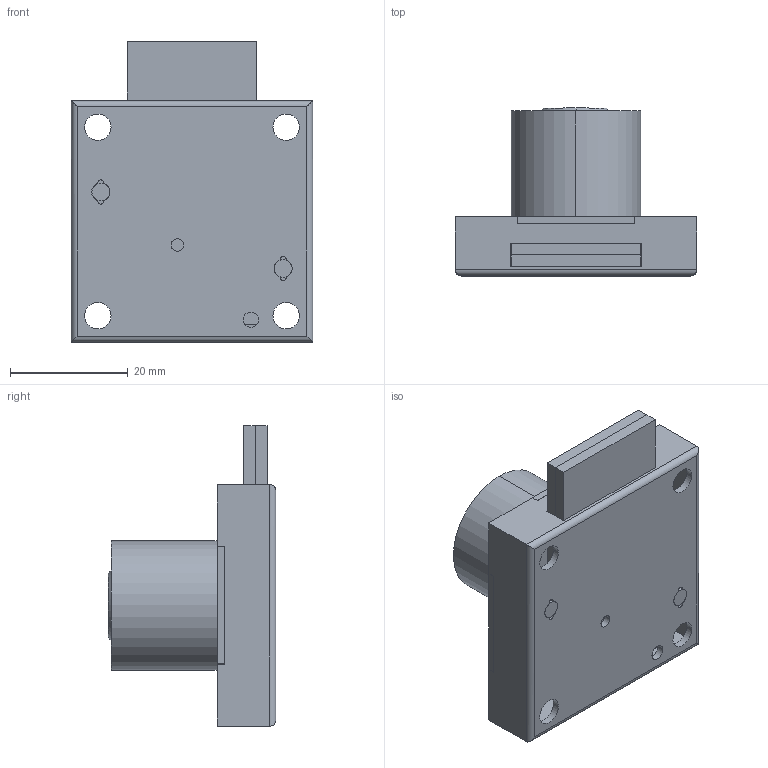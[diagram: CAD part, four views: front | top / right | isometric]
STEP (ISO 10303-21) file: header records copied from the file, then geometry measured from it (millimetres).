
FILE_DESCRIPTION (( 'STEP AP203' ), '1' );
FILE_NAME ('C-4-3.STEP', '2021-05-14T04:54:06', ( '' ), ( '' ), 'SwSTEP 2.0', 'SolidWorks 2018', '' );
FILE_SCHEMA (( 'CONFIG_CONTROL_DESIGN' ));
Length unit declared in the file: millimetre
Products named in the file (7): C-4-3; C-4-3_僨僢僩僾儗乕僩A_; C-4-3_ケース; C-4-3_僨僢僩僾儗乕僩B_; 十字穴付皿小ねじ_内径基準ver1.02_M3×6十字穴付皿小ねじ; C-4-3_スクリューガイド_; C-4-3_ケースカバー_
Assembly tree (8 placements, depth 2):
  C-4-3
    C-4-3_ケース
    C-4-3_ケースカバー_
    C-4-3_スクリューガイド_  x2
    C-4-3_僨僢僩僾儗乕僩A_
    C-4-3_僨僢僩僾儗乕僩B_
    十字穴付皿小ねじ_内径基準ver1.02_M3×6十字穴付皿小ねじ  x2
Bounding box: 41 x 28.5 x 51 mm (x, y, z)
Volume: 15234.6 mm3; surface area: 14697.1 mm2
Topology: 8 solids, 8 shells, 259 faces, 666 edges, 435 vertices
Faces by surface type: plane 166, cylinder 70, cone 23
Entity records: 7289 total; most frequent: CARTESIAN_POINT 1177, ORIENTED_EDGE 1104, DIRECTION 1102, EDGE_CURVE 552, VECTOR 418, LINE 418, VERTEX_POINT 361, AXIS2_PLACEMENT_3D 342
